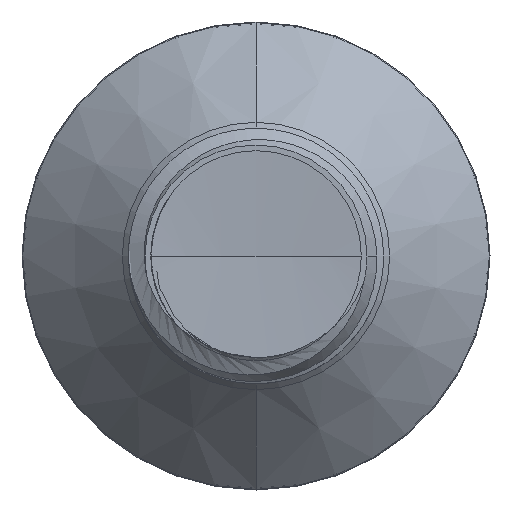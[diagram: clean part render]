
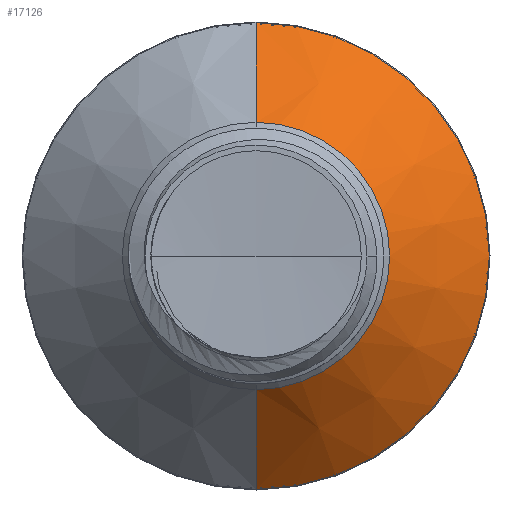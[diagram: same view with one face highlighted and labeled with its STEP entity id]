
A CAD part, front view. The second image highlights one B-rep face of the part: STEP entity #17126.
In plain terms, the highlighted conical face has half-angle 45 degrees and reference radius 3.141 mm.
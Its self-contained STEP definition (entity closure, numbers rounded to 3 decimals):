
#214 = ORIENTED_EDGE ( 'NONE', *, *, #14227, .T. ) ;
#2270 = CIRCLE ( 'NONE', #26415, 3.141 ) ;
#3385 = VERTEX_POINT ( 'NONE', #20395 ) ;
#4117 = DIRECTION ( 'NONE',  ( 0., 1., 0. ) ) ;
#4372 = EDGE_CURVE ( 'NONE', #22063, #16258, #25783, .T. ) ;
#5580 = VERTEX_POINT ( 'NONE', #25189 ) ;
#5607 = LINE ( 'NONE', #10494, #12474 ) ;
#5833 = AXIS2_PLACEMENT_3D ( 'NONE', #24033, #23811, #21633 ) ;
#7350 = FACE_OUTER_BOUND ( 'NONE', #28367, .T. ) ;
#7966 = CARTESIAN_POINT ( 'NONE',  ( 0., 28.81, 5.483 ) ) ;
#8185 = ORIENTED_EDGE ( 'NONE', *, *, #10322, .T. ) ;
#8388 = EDGE_CURVE ( 'NONE', #16258, #3385, #29738, .T. ) ;
#9628 = DIRECTION ( 'NONE',  ( 0., 0.707, 0.707 ) ) ;
#9712 = CARTESIAN_POINT ( 'NONE',  ( 0., 26.469, 3.141 ) ) ;
#10322 = EDGE_CURVE ( 'NONE', #5580, #3385, #5607, .T. ) ;
#10494 = CARTESIAN_POINT ( 'NONE',  ( 0., 26.469, -3.141 ) ) ;
#10665 = DIRECTION ( 'NONE',  ( 0., 0.707, -0.707 ) ) ;
#11701 = DIRECTION ( 'NONE',  ( 0., 1., 0. ) ) ;
#12474 = VECTOR ( 'NONE', #10665, 1000. ) ;
#14227 = EDGE_CURVE ( 'NONE', #22063, #5580, #2270, .T. ) ;
#16258 = VERTEX_POINT ( 'NONE', #7966 ) ;
#17126 = ADVANCED_FACE ( 'NONE', ( #7350 ), #34648, .T. ) ;
#20395 = CARTESIAN_POINT ( 'NONE',  ( 0., 28.81, -5.483 ) ) ;
#21633 = DIRECTION ( 'NONE',  ( 0., 0., 1. ) ) ;
#21728 = DIRECTION ( 'NONE',  ( 0., 0., 1. ) ) ;
#22063 = VERTEX_POINT ( 'NONE', #32316 ) ;
#23443 = ORIENTED_EDGE ( 'NONE', *, *, #8388, .F. ) ;
#23811 = DIRECTION ( 'NONE',  ( 0., 1., 0. ) ) ;
#24033 = CARTESIAN_POINT ( 'NONE',  ( 0., 28.81, 0. ) ) ;
#24526 = CARTESIAN_POINT ( 'NONE',  ( 0., 26.469, 0. ) ) ;
#24912 = VECTOR ( 'NONE', #9628, 1000. ) ;
#25189 = CARTESIAN_POINT ( 'NONE',  ( 0., 26.469, -3.141 ) ) ;
#25783 = LINE ( 'NONE', #9712, #24912 ) ;
#26415 = AXIS2_PLACEMENT_3D ( 'NONE', #28400, #11701, #30930 ) ;
#28367 = EDGE_LOOP ( 'NONE', ( #214, #8185, #23443, #30385 ) ) ;
#28400 = CARTESIAN_POINT ( 'NONE',  ( 0., 26.469, 0. ) ) ;
#29738 = CIRCLE ( 'NONE', #5833, 5.483 ) ;
#30385 = ORIENTED_EDGE ( 'NONE', *, *, #4372, .F. ) ;
#30930 = DIRECTION ( 'NONE',  ( 0., 0., 1. ) ) ;
#32316 = CARTESIAN_POINT ( 'NONE',  ( 0., 26.469, 3.141 ) ) ;
#33967 = AXIS2_PLACEMENT_3D ( 'NONE', #24526, #4117, #21728 ) ;
#34648 = CONICAL_SURFACE ( 'NONE', #33967, 3.141, 0.785 ) ;
